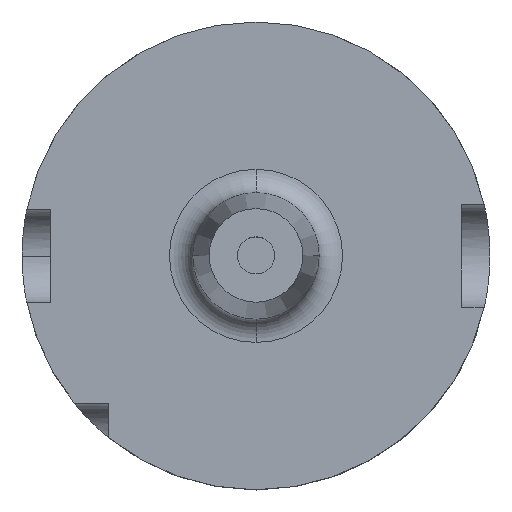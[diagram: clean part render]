
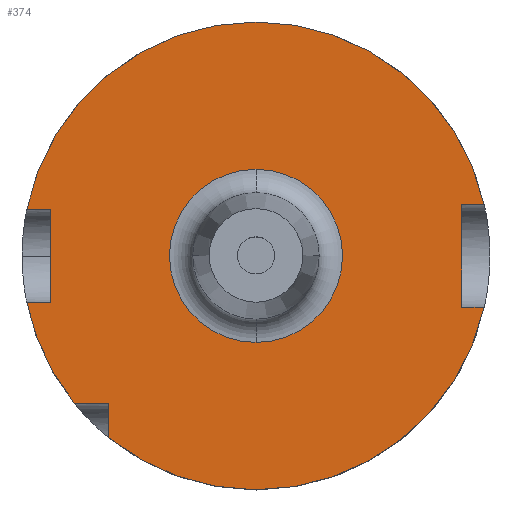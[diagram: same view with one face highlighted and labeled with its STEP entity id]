
A CAD part, top view. The second image highlights one B-rep face of the part: STEP entity #374.
In plain terms, the highlighted planar face has unit normal (0, 0, 1).
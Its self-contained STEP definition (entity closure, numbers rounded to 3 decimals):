
#26 = CARTESIAN_POINT ( 'NONE',  ( 44., -11., 29. ) ) ;
#43 = CARTESIAN_POINT ( 'NONE',  ( 0., 0., 29. ) ) ;
#88 = EDGE_LOOP ( 'NONE', ( #1008, #2542, #968, #2218, #783, #2475, #1435, #2377, #1804, #299, #605, #463 ) ) ;
#194 = CARTESIAN_POINT ( 'NONE',  ( -48.99, -10., 29. ) ) ;
#234 = AXIS2_PLACEMENT_3D ( 'NONE', #827, #820, #802 ) ;
#266 = AXIS2_PLACEMENT_3D ( 'NONE', #1978, #1748, #1526 ) ;
#299 = ORIENTED_EDGE ( 'NONE', *, *, #1957, .T. ) ;
#334 = AXIS2_PLACEMENT_3D ( 'NONE', #43, #536, #2721 ) ;
#346 = CARTESIAN_POINT ( 'NONE',  ( -44., 10., 29. ) ) ;
#366 = VERTEX_POINT ( 'NONE', #1281 ) ;
#368 = CARTESIAN_POINT ( 'NONE',  ( -38.83, -31.5, 29. ) ) ;
#374 = ADVANCED_FACE ( 'NONE', ( #2744, #1054 ), #1433, .T. ) ;
#417 = LINE ( 'NONE', #2349, #955 ) ;
#463 = ORIENTED_EDGE ( 'NONE', *, *, #1522, .F. ) ;
#485 = VERTEX_POINT ( 'NONE', #1766 ) ;
#506 = VECTOR ( 'NONE', #1867, 1000. ) ;
#536 = DIRECTION ( 'NONE',  ( 0., 0., -1. ) ) ;
#560 = EDGE_CURVE ( 'NONE', #485, #366, #1088, .T. ) ;
#570 = VERTEX_POINT ( 'NONE', #1790 ) ;
#576 = LINE ( 'NONE', #1883, #652 ) ;
#589 = EDGE_LOOP ( 'NONE', ( #1141, #819 ) ) ;
#594 = EDGE_CURVE ( 'NONE', #570, #1271, #2095, .T. ) ;
#605 = ORIENTED_EDGE ( 'NONE', *, *, #1754, .F. ) ;
#652 = VECTOR ( 'NONE', #1697, 1000. ) ;
#653 = EDGE_CURVE ( 'NONE', #2070, #1982, #2709, .T. ) ;
#667 = VERTEX_POINT ( 'NONE', #1427 ) ;
#669 = EDGE_CURVE ( 'NONE', #366, #2403, #1963, .T. ) ;
#684 = DIRECTION ( 'NONE',  ( 0., 0., -1. ) ) ;
#782 = AXIS2_PLACEMENT_3D ( 'NONE', #2477, #2292, #2229 ) ;
#783 = ORIENTED_EDGE ( 'NONE', *, *, #2156, .F. ) ;
#802 = DIRECTION ( 'NONE',  ( 0., -1., 0. ) ) ;
#819 = ORIENTED_EDGE ( 'NONE', *, *, #594, .T. ) ;
#820 = DIRECTION ( 'NONE',  ( 0., 0., -1. ) ) ;
#827 = CARTESIAN_POINT ( 'NONE',  ( 0., 0., 29. ) ) ;
#855 = CARTESIAN_POINT ( 'NONE',  ( -44., -10., 29. ) ) ;
#864 = CIRCLE ( 'NONE', #1719, 50. ) ;
#874 = EDGE_CURVE ( 'NONE', #2403, #2105, #417, .T. ) ;
#886 = CARTESIAN_POINT ( 'NONE',  ( 0., 0., 29. ) ) ;
#955 = VECTOR ( 'NONE', #1011, 1000. ) ;
#968 = ORIENTED_EDGE ( 'NONE', *, *, #560, .F. ) ;
#979 = LINE ( 'NONE', #1743, #2557 ) ;
#996 = VERTEX_POINT ( 'NONE', #2765 ) ;
#1008 = ORIENTED_EDGE ( 'NONE', *, *, #874, .F. ) ;
#1011 = DIRECTION ( 'NONE',  ( -1., 0., 0. ) ) ;
#1015 = LINE ( 'NONE', #2687, #2643 ) ;
#1054 = FACE_OUTER_BOUND ( 'NONE', #88, .T. ) ;
#1066 = DIRECTION ( 'NONE',  ( 0., -1., 0. ) ) ;
#1088 = CIRCLE ( 'NONE', #782, 50. ) ;
#1100 = EDGE_CURVE ( 'NONE', #1271, #570, #2061, .T. ) ;
#1141 = ORIENTED_EDGE ( 'NONE', *, *, #1100, .T. ) ;
#1152 = LINE ( 'NONE', #2248, #1785 ) ;
#1250 = DIRECTION ( 'NONE',  ( 0., 0., 1. ) ) ;
#1271 = VERTEX_POINT ( 'NONE', #1592 ) ;
#1281 = CARTESIAN_POINT ( 'NONE',  ( -31.5, -38.83, 29. ) ) ;
#1283 = VERTEX_POINT ( 'NONE', #855 ) ;
#1301 = EDGE_CURVE ( 'NONE', #2536, #667, #1152, .T. ) ;
#1345 = CARTESIAN_POINT ( 'NONE',  ( 0., 0., 29. ) ) ;
#1347 = CARTESIAN_POINT ( 'NONE',  ( -31.5, 0., 29. ) ) ;
#1367 = DIRECTION ( 'NONE',  ( 0., 1., 0. ) ) ;
#1372 = DIRECTION ( 'NONE',  ( 0., -1., 0. ) ) ;
#1385 = VECTOR ( 'NONE', #1886, 1000. ) ;
#1403 = VERTEX_POINT ( 'NONE', #194 ) ;
#1427 = CARTESIAN_POINT ( 'NONE',  ( 48.775, 11., 29. ) ) ;
#1433 = PLANE ( 'NONE',  #2005 ) ;
#1435 = ORIENTED_EDGE ( 'NONE', *, *, #1633, .F. ) ;
#1522 = EDGE_CURVE ( 'NONE', #2105, #1403, #2392, .T. ) ;
#1526 = DIRECTION ( 'NONE',  ( 0., 1., 0. ) ) ;
#1592 = CARTESIAN_POINT ( 'NONE',  ( 0., -18.5, 29. ) ) ;
#1616 = CIRCLE ( 'NONE', #266, 50. ) ;
#1633 = EDGE_CURVE ( 'NONE', #996, #667, #1616, .T. ) ;
#1697 = DIRECTION ( 'NONE',  ( 0., -1., 0. ) ) ;
#1719 = AXIS2_PLACEMENT_3D ( 'NONE', #1997, #684, #2217 ) ;
#1743 = CARTESIAN_POINT ( 'NONE',  ( 0., -10., 29. ) ) ;
#1748 = DIRECTION ( 'NONE',  ( 0., 0., -1. ) ) ;
#1754 = EDGE_CURVE ( 'NONE', #1403, #1283, #979, .T. ) ;
#1766 = CARTESIAN_POINT ( 'NONE',  ( 48.775, -11., 29. ) ) ;
#1767 = DIRECTION ( 'NONE',  ( 0., 1., 0. ) ) ;
#1785 = VECTOR ( 'NONE', #2211, 1000. ) ;
#1786 = AXIS2_PLACEMENT_3D ( 'NONE', #1345, #2612, #1767 ) ;
#1790 = CARTESIAN_POINT ( 'NONE',  ( 0., 18.5, 29. ) ) ;
#1804 = ORIENTED_EDGE ( 'NONE', *, *, #653, .F. ) ;
#1867 = DIRECTION ( 'NONE',  ( -1., 0., 0. ) ) ;
#1883 = CARTESIAN_POINT ( 'NONE',  ( 44., -11., 29. ) ) ;
#1886 = DIRECTION ( 'NONE',  ( -1., 0., 0. ) ) ;
#1904 = VERTEX_POINT ( 'NONE', #26 ) ;
#1908 = CARTESIAN_POINT ( 'NONE',  ( 0., -11., 29. ) ) ;
#1936 = CARTESIAN_POINT ( 'NONE',  ( -48.99, 10., 29. ) ) ;
#1957 = EDGE_CURVE ( 'NONE', #2070, #1283, #1015, .T. ) ;
#1958 = DIRECTION ( 'NONE',  ( 1., 0., 0. ) ) ;
#1963 = LINE ( 'NONE', #1347, #2460 ) ;
#1978 = CARTESIAN_POINT ( 'NONE',  ( 0., 0., 29. ) ) ;
#1982 = VERTEX_POINT ( 'NONE', #1936 ) ;
#1997 = CARTESIAN_POINT ( 'NONE',  ( 0., 0., 29. ) ) ;
#2005 = AXIS2_PLACEMENT_3D ( 'NONE', #886, #1250, #1372 ) ;
#2007 = CARTESIAN_POINT ( 'NONE',  ( 0., 10., 29. ) ) ;
#2061 = CIRCLE ( 'NONE', #234, 18.5 ) ;
#2070 = VERTEX_POINT ( 'NONE', #346 ) ;
#2095 = CIRCLE ( 'NONE', #334, 18.5 ) ;
#2105 = VERTEX_POINT ( 'NONE', #368 ) ;
#2148 = CARTESIAN_POINT ( 'NONE',  ( -31.5, -31.5, 29. ) ) ;
#2150 = EDGE_CURVE ( 'NONE', #485, #1904, #2805, .T. ) ;
#2156 = EDGE_CURVE ( 'NONE', #2536, #1904, #576, .T. ) ;
#2211 = DIRECTION ( 'NONE',  ( 1., 0., 0. ) ) ;
#2217 = DIRECTION ( 'NONE',  ( 0., 1., 0. ) ) ;
#2218 = ORIENTED_EDGE ( 'NONE', *, *, #2150, .T. ) ;
#2229 = DIRECTION ( 'NONE',  ( 0., 1., 0. ) ) ;
#2248 = CARTESIAN_POINT ( 'NONE',  ( 0., 11., 29. ) ) ;
#2292 = DIRECTION ( 'NONE',  ( 0., 0., -1. ) ) ;
#2349 = CARTESIAN_POINT ( 'NONE',  ( 0., -31.5, 29. ) ) ;
#2377 = ORIENTED_EDGE ( 'NONE', *, *, #2550, .F. ) ;
#2392 = CIRCLE ( 'NONE', #1786, 50. ) ;
#2403 = VERTEX_POINT ( 'NONE', #2148 ) ;
#2460 = VECTOR ( 'NONE', #1367, 1000. ) ;
#2475 = ORIENTED_EDGE ( 'NONE', *, *, #1301, .T. ) ;
#2477 = CARTESIAN_POINT ( 'NONE',  ( 0., 0., 29. ) ) ;
#2536 = VERTEX_POINT ( 'NONE', #2601 ) ;
#2542 = ORIENTED_EDGE ( 'NONE', *, *, #669, .F. ) ;
#2550 = EDGE_CURVE ( 'NONE', #1982, #996, #864, .T. ) ;
#2557 = VECTOR ( 'NONE', #1958, 1000. ) ;
#2601 = CARTESIAN_POINT ( 'NONE',  ( 44., 11., 29. ) ) ;
#2612 = DIRECTION ( 'NONE',  ( 0., 0., -1. ) ) ;
#2643 = VECTOR ( 'NONE', #1066, 1000. ) ;
#2687 = CARTESIAN_POINT ( 'NONE',  ( -44., -10., 29. ) ) ;
#2709 = LINE ( 'NONE', #2007, #1385 ) ;
#2721 = DIRECTION ( 'NONE',  ( 0., -1., 0. ) ) ;
#2744 = FACE_BOUND ( 'NONE', #589, .T. ) ;
#2765 = CARTESIAN_POINT ( 'NONE',  ( 0., 50., 29. ) ) ;
#2805 = LINE ( 'NONE', #1908, #506 ) ;
